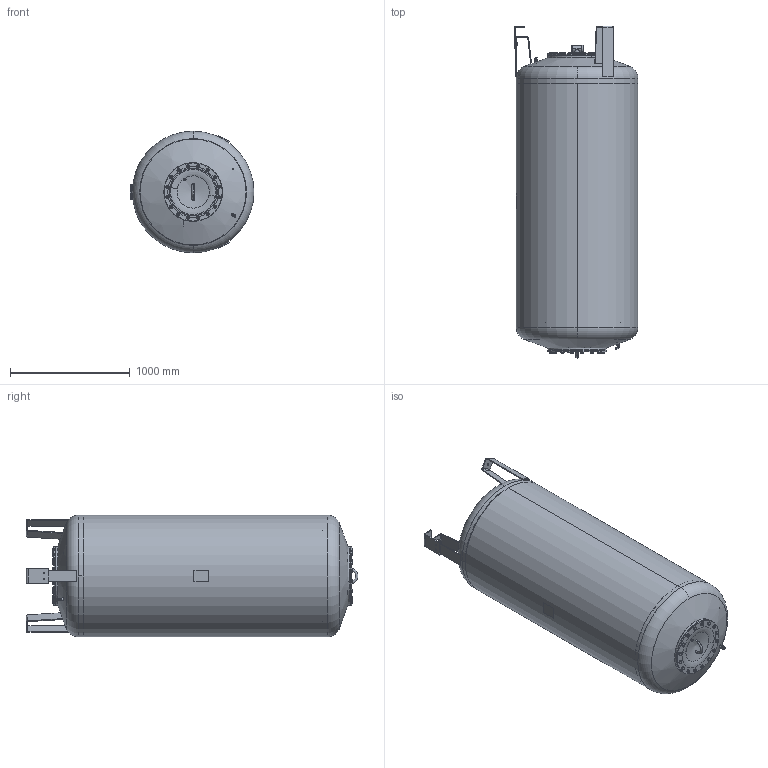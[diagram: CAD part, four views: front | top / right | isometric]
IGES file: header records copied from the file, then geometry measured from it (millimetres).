
Global section: file name: No Iges File Name specified; native system: Autodesk Inventor 2009; preprocessor: AutoDesk Inventor Iges Exporter R2009; author: CADJOBServer; date: 20091013.131650; units: millimetre
Bounding box: 1035 x 2772.62 x 1016 mm (x, y, z)
Volume: 1001007340.4 mm3; surface area: 26393876.9 mm2
Topology: 43 solids, 43 shells, 2179 faces, 5380 edges, 3432 vertices
Faces by surface type: plane 833, bspline 371, cone 331, cylinder 298, revolution 294, torus 46, sphere 6
